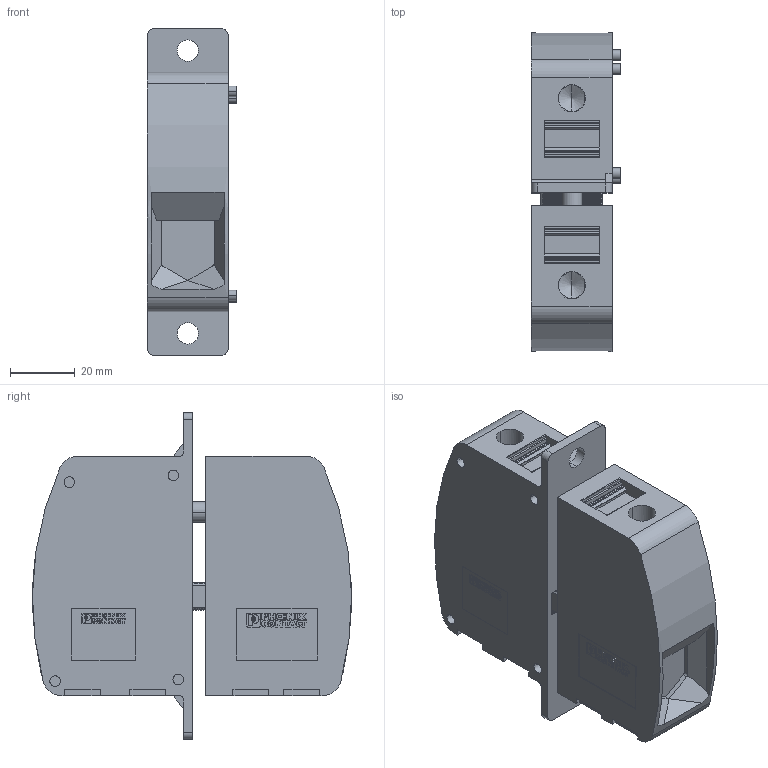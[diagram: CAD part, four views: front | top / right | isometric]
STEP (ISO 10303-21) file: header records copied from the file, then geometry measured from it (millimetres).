
FILE_DESCRIPTION(('Creo Elements/Direct Modeling STEP Export'),'2;1');
FILE_NAME('model.stp','2019-10-11T 0:14:30',(''),(''),'Creo Elements/Direct Modeling STEP processor for AP214 (Solid Model)','Creo Elements/Direct Modeling 20.1A 29-Sep-2018 (C) Parametric Technology GmbH','');
FILE_SCHEMA(('AUTOMOTIVE_DESIGN { 1 0 10303 214 1 1 1 1 }'));
Length unit declared in the file: millimetre
Products named in the file (3): UW_95-I-select; UW_95-F_S-A-select; UW_95-F_S-select
Assembly tree (2 placements, depth 2):
  UW_95-F_S-select
    UW_95-F_S-A-select
    UW_95-I-select
Bounding box: 27.6 x 98.49 x 100.7 mm (x, y, z)
Volume: 153333.1 mm3; surface area: 36674.5 mm2
Topology: 2 solids, 2 shells, 1818 faces, 4985 edges, 3329 vertices
Faces by surface type: plane 1422, cylinder 258, extrusion 132, cone 6
Entity records: 75294 total; most frequent: CARTESIAN_POINT 15606, ORIENTED_EDGE 9962, DIRECTION 8200, EDGE_CURVE 4981, VECTOR 4226, LINE 4094, VERTEX_POINT 3329, AXIS2_PLACEMENT_3D 1987
